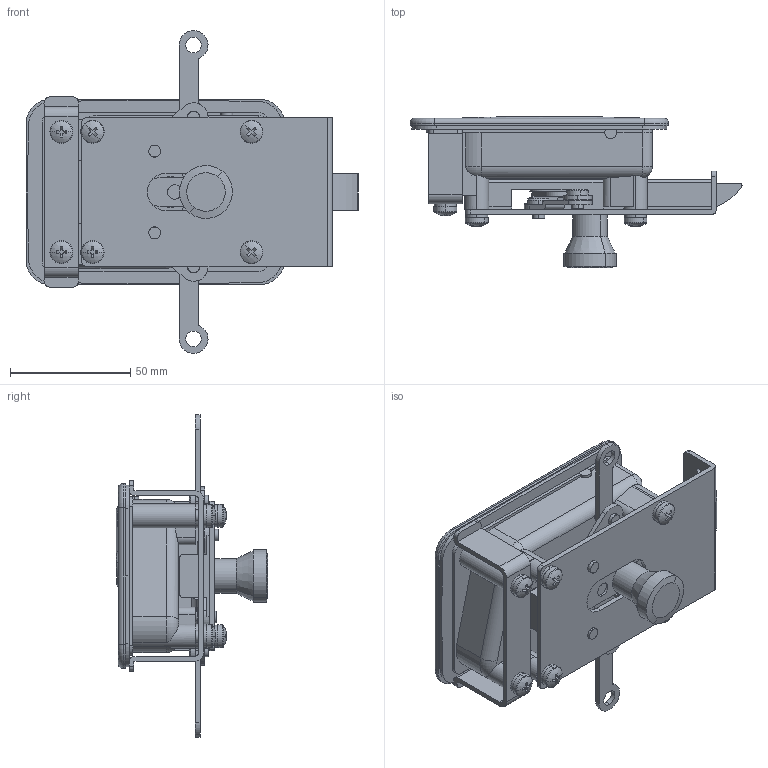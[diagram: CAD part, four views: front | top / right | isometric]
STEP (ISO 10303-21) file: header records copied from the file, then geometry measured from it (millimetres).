
FILE_DESCRIPTION (( 'STEP AP203' ), '1' );
FILE_NAME ('A-540-3-1-L.STEP', '2012-05-09T07:18:09', ( '11sw' ), ( 'タキゲン製造株式会社' ), 'SwSTEP 2.0', 'SolidWorks 2011', '' );
FILE_SCHEMA (( 'CONFIG_CONTROL_DESIGN' ));
Length unit declared in the file: millimetre
Products named in the file (17): A-540-3-1-L; A-540-3アーム_; A-540-3ラッチピン_; A-540-3-解除レバー_; A-540-3リンクピン_; A-540-3儕儞僌僾儗乕僩B_; A-540-3儕儞僌僾儗乕僩A_; 廫帤寠晅側傋偹偠M5_M5亊12; スプリングワッシャーM5_JIS B 1251 No.2 5; A-540-3押え板_; A-540-3ラッチ_; A-540-3プレート_; A-540-3パッキン_; A-540-3ƒnƒ“ƒhƒ‹ƒVƒƒƒtƒg_; 0200_公開用_0200-4-3.5; A-540-3ハンドル_; A-540-3-L本体_
Assembly tree (30 placements, depth 2):
  A-540-3-1-L
    A-540-3アーム_  x2
    A-540-3ラッチピン_
    A-540-3パッキン_
    A-540-3ƒnƒ“ƒhƒ‹ƒVƒƒƒtƒg_
    A-540-3-解除レバー_
    A-540-3リンクピン_  x4
    A-540-3儕儞僌僾儗乕僩B_
    A-540-3儕儞僌僾儗乕僩A_
    A-540-3-L本体_
    スプリングワッシャーM5_JIS B 1251 No.2 5  x6
    廫帤寠晅側傋偹偠M5_M5亊12  x6
    0200_公開用_0200-4-3.5
    A-540-3ハンドル_
    A-540-3押え板_
    A-540-3ラッチ_
    A-540-3プレート_
Bounding box: 137.94 x 62.8 x 134.12 mm (x, y, z)
Volume: 109791.4 mm3; surface area: 89314.9 mm2
Topology: 34 solids, 34 shells, 717 faces, 1785 edges, 1153 vertices
Faces by surface type: plane 329, cylinder 307, torus 35, cone 20, sphere 16, bspline 10
Entity records: 18979 total; most frequent: CARTESIAN_POINT 3591, DIRECTION 2921, ORIENTED_EDGE 2660, EDGE_CURVE 1330, AXIS2_PLACEMENT_3D 1089, VERTEX_POINT 859, VECTOR 743, LINE 743
